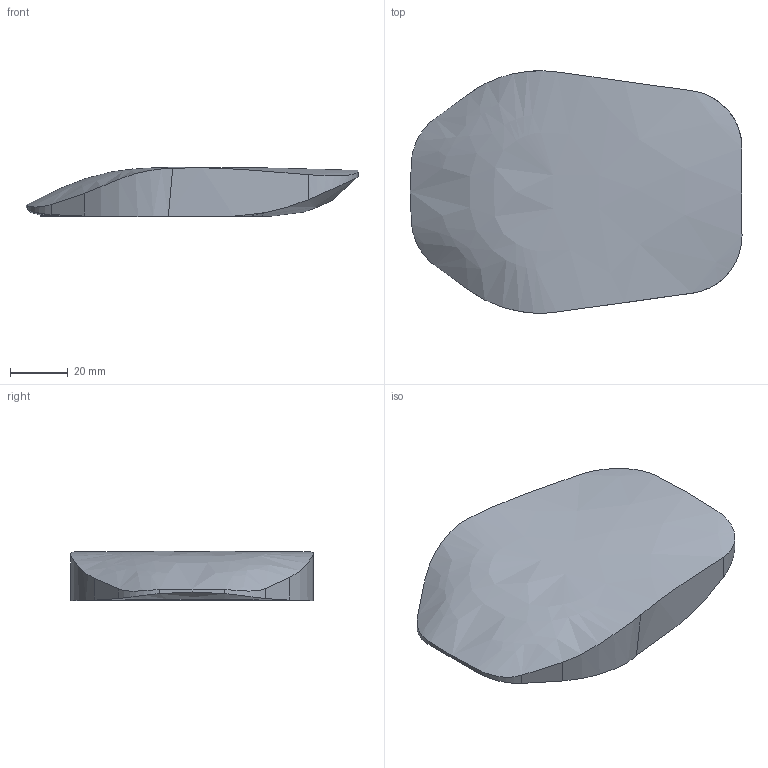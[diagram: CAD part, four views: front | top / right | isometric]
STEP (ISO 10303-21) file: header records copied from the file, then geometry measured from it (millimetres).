
FILE_DESCRIPTION(('STEP AP242'), '1');
FILE_NAME('êðûøêà áàøíè', '', ('UNSPECIFIED'), ('UNSPECIFIED'), 'C3D Converter', 'C3D Toolkit', '');
FILE_SCHEMA(('AP242_MANAGED_MODEL_BASED_3D_ENGINEERING_MIM_LF { 1 0 10303 442 1 1 4 }'));
Length unit declared in the file: millimetre
Bounding box: 115 x 83.98 x 17 mm (x, y, z)
Volume: 111971.8 mm3; surface area: 19550.8 mm2
Topology: 1 solids, 1 shells, 16 faces, 40 edges, 25 vertices
Faces by surface type: cylinder 8, plane 6, bspline 2
Full cylindrical faces by diameter (mm): 80.2 x1
Entity records: 1604 total; most frequent: CARTESIAN_POINT 1121, ORIENTED_EDGE 76, DIRECTION 42, EDGE_CURVE 38, VERTEX_POINT 25, B_SPLINE_CURVE_WITH_KNOTS 25, COLOUR_RGB 17, FILL_AREA_STYLE_COLOUR 17
